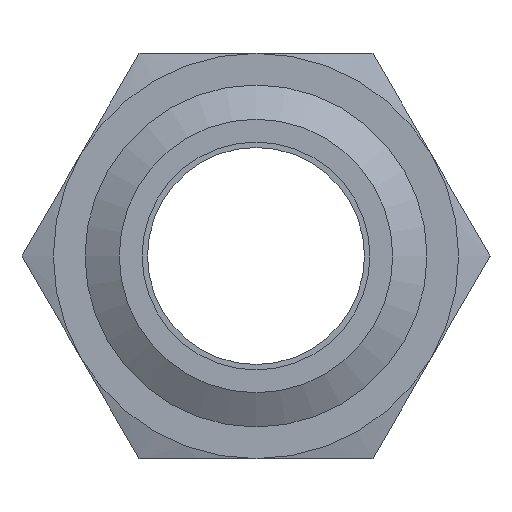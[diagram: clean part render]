
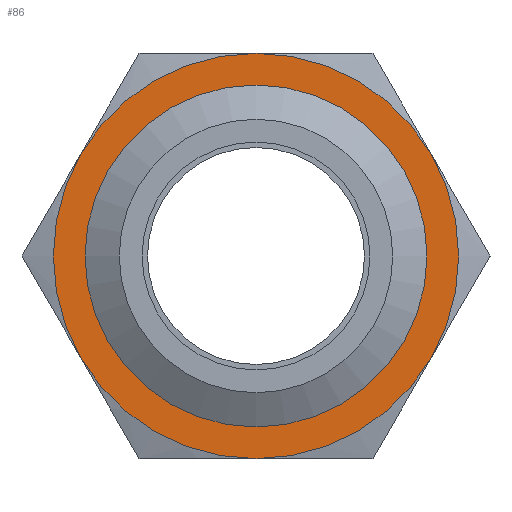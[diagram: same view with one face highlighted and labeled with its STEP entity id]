
A CAD part, left-side view. The second image highlights one B-rep face of the part: STEP entity #86.
In plain terms, the highlighted planar face has unit normal (-1, 0, 0).
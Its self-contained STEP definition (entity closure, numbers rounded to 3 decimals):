
#86 = ADVANCED_FACE( '', ( #127, #128 ), #129, .F. );
#127 = FACE_OUTER_BOUND( '', #196, .T. );
#128 = FACE_BOUND( '', #197, .T. );
#129 = PLANE( '', #198 );
#196 = EDGE_LOOP( '', ( #327, #328, #329, #330, #331, #332 ) );
#197 = EDGE_LOOP( '', ( #333 ) );
#198 = AXIS2_PLACEMENT_3D( '', #334, #335, #336 );
#327 = ORIENTED_EDGE( '', *, *, #469, .F. );
#328 = ORIENTED_EDGE( '', *, *, #470, .F. );
#329 = ORIENTED_EDGE( '', *, *, #471, .F. );
#330 = ORIENTED_EDGE( '', *, *, #466, .F. );
#331 = ORIENTED_EDGE( '', *, *, #463, .F. );
#332 = ORIENTED_EDGE( '', *, *, #464, .F. );
#333 = ORIENTED_EDGE( '', *, *, #472, .T. );
#334 = CARTESIAN_POINT( '', ( 14.4, 6.75, 0. ) );
#335 = DIRECTION( '', ( 1., 0., 0. ) );
#336 = DIRECTION( '', ( 0., 0., -1. ) );
#463 = EDGE_CURVE( '', #536, #528, #538, .T. );
#464 = EDGE_CURVE( '', #501, #536, #539, .T. );
#466 = EDGE_CURVE( '', #528, #533, #541, .T. );
#469 = EDGE_CURVE( '', #510, #501, #545, .T. );
#470 = EDGE_CURVE( '', #519, #510, #546, .T. );
#471 = EDGE_CURVE( '', #533, #519, #547, .T. );
#472 = EDGE_CURVE( '', #548, #548, #549, .T. );
#501 = VERTEX_POINT( '', #601 );
#510 = VERTEX_POINT( '', #623 );
#519 = VERTEX_POINT( '', #647 );
#528 = VERTEX_POINT( '', #669 );
#533 = VERTEX_POINT( '', #683 );
#536 = VERTEX_POINT( '', #692 );
#538 = CIRCLE( '', #699, 8. );
#539 = CIRCLE( '', #700, 8. );
#541 = CIRCLE( '', #705, 8. );
#545 = CIRCLE( '', #717, 8. );
#546 = CIRCLE( '', #718, 8. );
#547 = CIRCLE( '', #719, 8. );
#548 = VERTEX_POINT( '', #720 );
#549 = CIRCLE( '', #721, 6.75 );
#601 = CARTESIAN_POINT( '', ( 14.4, 6.928, 4. ) );
#623 = CARTESIAN_POINT( '', ( 14.4, 6.928, -4. ) );
#647 = CARTESIAN_POINT( '', ( 14.4, 0., -8. ) );
#669 = CARTESIAN_POINT( '', ( 14.4, -6.928, 4. ) );
#683 = CARTESIAN_POINT( '', ( 14.4, -6.928, -4. ) );
#692 = CARTESIAN_POINT( '', ( 14.4, 0., 8. ) );
#699 = AXIS2_PLACEMENT_3D( '', #756, #757, #758 );
#700 = AXIS2_PLACEMENT_3D( '', #759, #760, #761 );
#705 = AXIS2_PLACEMENT_3D( '', #762, #763, #764 );
#717 = AXIS2_PLACEMENT_3D( '', #765, #766, #767 );
#718 = AXIS2_PLACEMENT_3D( '', #768, #769, #770 );
#719 = AXIS2_PLACEMENT_3D( '', #771, #772, #773 );
#720 = CARTESIAN_POINT( '', ( 14.4, 0., -6.75 ) );
#721 = AXIS2_PLACEMENT_3D( '', #774, #775, #776 );
#756 = CARTESIAN_POINT( '', ( 14.4, 0., 0. ) );
#757 = DIRECTION( '', ( 1., 0., 0. ) );
#758 = DIRECTION( '', ( 0., 0., -1. ) );
#759 = CARTESIAN_POINT( '', ( 14.4, 0., 0. ) );
#760 = DIRECTION( '', ( 1., 0., 0. ) );
#761 = DIRECTION( '', ( 0., 0., -1. ) );
#762 = CARTESIAN_POINT( '', ( 14.4, 0., 0. ) );
#763 = DIRECTION( '', ( 1., 0., 0. ) );
#764 = DIRECTION( '', ( 0., 0., -1. ) );
#765 = CARTESIAN_POINT( '', ( 14.4, 0., 0. ) );
#766 = DIRECTION( '', ( 1., 0., 0. ) );
#767 = DIRECTION( '', ( 0., 0., -1. ) );
#768 = CARTESIAN_POINT( '', ( 14.4, 0., 0. ) );
#769 = DIRECTION( '', ( 1., 0., 0. ) );
#770 = DIRECTION( '', ( 0., 0., -1. ) );
#771 = CARTESIAN_POINT( '', ( 14.4, 0., 0. ) );
#772 = DIRECTION( '', ( 1., 0., 0. ) );
#773 = DIRECTION( '', ( 0., 0., -1. ) );
#774 = CARTESIAN_POINT( '', ( 14.4, 0., 0. ) );
#775 = DIRECTION( '', ( 1., 0., 0. ) );
#776 = DIRECTION( '', ( 0., 0., -1. ) );
